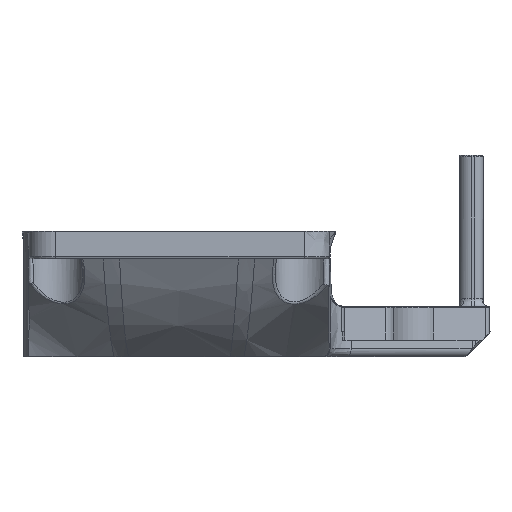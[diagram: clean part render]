
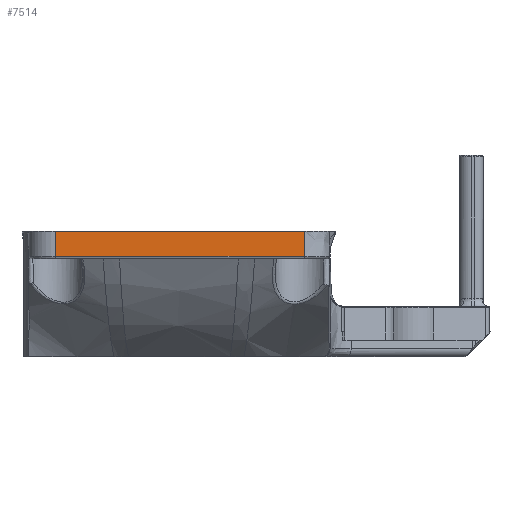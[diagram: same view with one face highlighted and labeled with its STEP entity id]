
A CAD part, front view. The second image highlights one B-rep face of the part: STEP entity #7514.
In plain terms, the highlighted planar face has unit normal (0, -1, 0).
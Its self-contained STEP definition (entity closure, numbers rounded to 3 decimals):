
#91=PLANE('',#8041);
#444=B_SPLINE_CURVE_WITH_KNOTS('',3,(#13846,#13847,#13848,#13849,#13850,
#13851,#13852,#13853,#13854,#13855,#13856),.UNSPECIFIED.,.F.,.F.,(4,1,1,
1,1,1,1,1,4),(0.,0.011,0.021,
0.043,0.086,0.107,0.118,
0.129,0.3),.UNSPECIFIED.);
#1253=FACE_OUTER_BOUND('',#1641,.T.);
#1641=EDGE_LOOP('',(#5537,#5538,#5539,#5540));
#2041=LINE('',#12602,#2314);
#2056=LINE('',#13858,#2329);
#2057=LINE('',#13859,#2330);
#2314=VECTOR('',#8906,10.);
#2329=VECTOR('',#8983,10.);
#2330=VECTOR('',#8984,10.);
#2889=VERTEX_POINT('',#12595);
#2892=VERTEX_POINT('',#12600);
#2945=VERTEX_POINT('',#13845);
#2946=VERTEX_POINT('',#13857);
#3891=EDGE_CURVE('',#2892,#2889,#2041,.T.);
#3962=EDGE_CURVE('',#2945,#2892,#444,.T.);
#3963=EDGE_CURVE('',#2945,#2946,#2056,.T.);
#3964=EDGE_CURVE('',#2889,#2946,#2057,.T.);
#5537=ORIENTED_EDGE('',*,*,#3891,.F.);
#5538=ORIENTED_EDGE('',*,*,#3962,.F.);
#5539=ORIENTED_EDGE('',*,*,#3963,.T.);
#5540=ORIENTED_EDGE('',*,*,#3964,.F.);
#7514=ADVANCED_FACE('',(#1253),#91,.T.);
#8041=AXIS2_PLACEMENT_3D('',#13844,#8981,#8982);
#8906=DIRECTION('',(-1.,0.,0.));
#8981=DIRECTION('center_axis',(0.,-1.,0.));
#8982=DIRECTION('ref_axis',(1.,0.,0.));
#8983=DIRECTION('',(-1.,0.,0.));
#8984=DIRECTION('',(0.,0.,1.));
#12595=CARTESIAN_POINT('',(30.053,58.964,22.117));
#12600=CARTESIAN_POINT('',(59.775,58.964,22.117));
#12602=CARTESIAN_POINT('',(37.428,58.964,22.117));
#13844=CARTESIAN_POINT('Origin',(30.053,58.964,21.817));
#13845=CARTESIAN_POINT('',(59.803,58.964,25.117));
#13846=CARTESIAN_POINT('Ctrl Pts',(59.803,58.964,25.117));
#13847=CARTESIAN_POINT('Ctrl Pts',(59.803,58.964,25.081));
#13848=CARTESIAN_POINT('Ctrl Pts',(59.802,58.964,25.01));
#13849=CARTESIAN_POINT('Ctrl Pts',(59.802,58.964,24.867));
#13850=CARTESIAN_POINT('Ctrl Pts',(59.8,58.964,24.617));
#13851=CARTESIAN_POINT('Ctrl Pts',(59.799,58.964,24.331));
#13852=CARTESIAN_POINT('Ctrl Pts',(59.797,58.964,24.081));
#13853=CARTESIAN_POINT('Ctrl Pts',(59.796,58.964,23.939));
#13854=CARTESIAN_POINT('Ctrl Pts',(59.79,58.964,23.296));
#13855=CARTESIAN_POINT('Ctrl Pts',(59.783,58.964,22.689));
#13856=CARTESIAN_POINT('Ctrl Pts',(59.775,58.964,22.117));
#13857=CARTESIAN_POINT('',(30.053,58.964,25.117));
#13858=CARTESIAN_POINT('',(56.318,58.964,25.117));
#13859=CARTESIAN_POINT('',(30.053,58.964,21.817));
